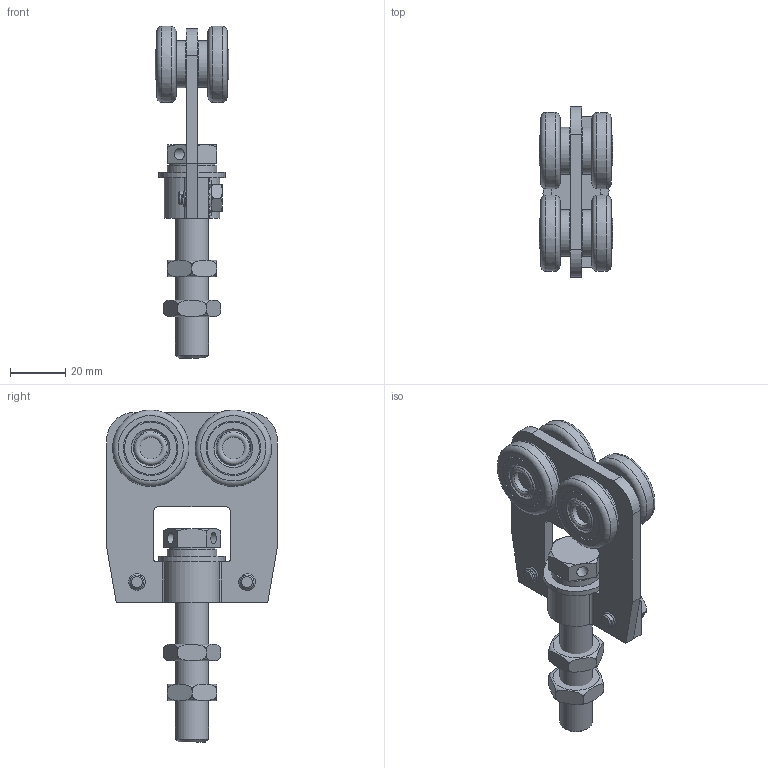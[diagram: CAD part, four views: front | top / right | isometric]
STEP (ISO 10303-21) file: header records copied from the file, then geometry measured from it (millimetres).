
FILE_DESCRIPTION(/* description */ (''),/* implementation_level */ '2;1');
FILE_NAME(/* name */ '9633.stp',/* time_stamp */ '2020-12-02T16:49:44+01:00',/* author */ ('simmetf'),/* organization */ (''),/* preprocessor_version */ 'ST-DEVELOPER v17.2',/* originating_system */ 'Autodesk Inventor 2019',/* authorisation */ '');
FILE_SCHEMA (('AUTOMOTIVE_DESIGN { 1 0 10303 214 3 1 1 }'));
Length unit declared in the file: millimetre
Products named in the file (1): Pièce3
Bounding box: 26.6 x 62 x 120.59 mm (x, y, z)
Volume: 49752.3 mm3; surface area: 42735.4 mm2
Topology: 83 solids, 83 shells, 507 faces, 1395 edges, 960 vertices
Faces by surface type: plane 184, cylinder 183, sphere 52, cone 48, torus 32, bspline 8
Full cylindrical faces by diameter (mm): 4.2 x3, 4.917 x2, 5 x20, 6.2 x4, 8 x4, 9.9 x4, 10.1 x4, 10.106 x2, 12 x5, 12.05 x8, 12.1 x1, 12.5 x1, 16.63 x1, 17 x4, 18 x1, 19 x8, 19.8 x8, 24 x1
Entity records: 22698 total; most frequent: CARTESIAN_POINT 9636, DIRECTION 2831, ORIENTED_EDGE 2576, EDGE_CURVE 1288, AXIS2_PLACEMENT_3D 1157, VERTEX_POINT 960, CIRCLE 657, EDGE_LOOP 578
